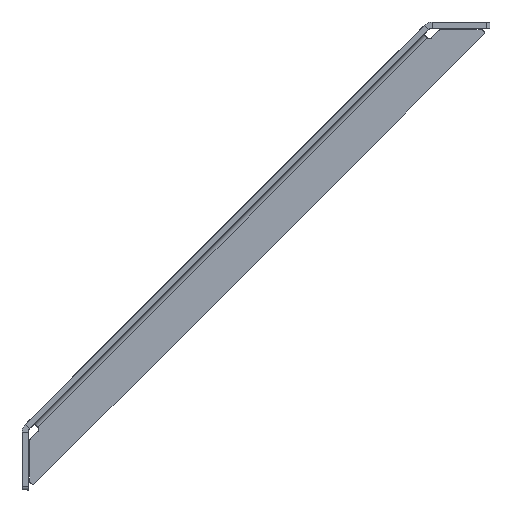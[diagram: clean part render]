
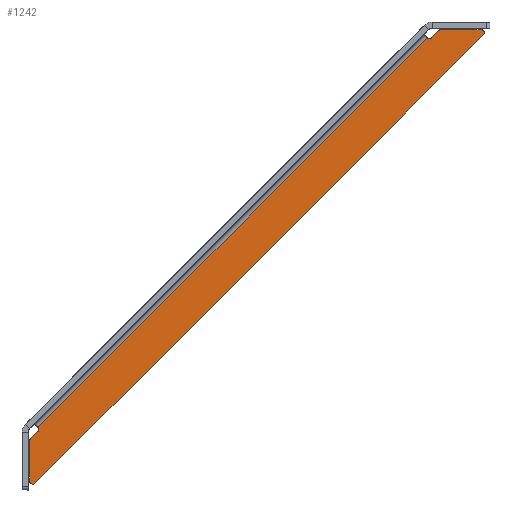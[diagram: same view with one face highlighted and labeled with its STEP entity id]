
A CAD part, left-side view. The second image highlights one B-rep face of the part: STEP entity #1242.
In plain terms, the highlighted planar face has unit normal (-1, 0, 0).
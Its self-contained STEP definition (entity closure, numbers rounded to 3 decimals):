
#21 = CIRCLE ( 'NONE', #1477, 2. ) ;
#23 = EDGE_LOOP ( 'NONE', ( #530, #1392, #1439, #1760, #561, #735, #1825, #1011, #276, #1075, #1807, #1049, #1738 ) ) ;
#26 = CIRCLE ( 'NONE', #600, 2. ) ;
#51 = VERTEX_POINT ( 'NONE', #919 ) ;
#64 = DIRECTION ( 'NONE',  ( -1., 0., 0. ) ) ;
#74 = DIRECTION ( 'NONE',  ( -1., 0., 0. ) ) ;
#79 = DIRECTION ( 'NONE',  ( 0., 0.707, -0.707 ) ) ;
#96 = VERTEX_POINT ( 'NONE', #761 ) ;
#119 = LINE ( 'NONE', #1202, #535 ) ;
#121 = EDGE_CURVE ( 'NONE', #159, #1172, #334, .T. ) ;
#143 = CARTESIAN_POINT ( 'NONE',  ( -4., 294.536, -267.263 ) ) ;
#159 = VERTEX_POINT ( 'NONE', #1716 ) ;
#205 = EDGE_CURVE ( 'NONE', #51, #221, #21, .T. ) ;
#215 = VECTOR ( 'NONE', #79, 1000. ) ;
#221 = VERTEX_POINT ( 'NONE', #1421 ) ;
#232 = CARTESIAN_POINT ( 'NONE',  ( -4., 289.898, -259.798 ) ) ;
#233 = DIRECTION ( 'NONE',  ( 0., 0.707, -0.707 ) ) ;
#262 = CARTESIAN_POINT ( 'NONE',  ( -4., 295.121, -265.021 ) ) ;
#276 = ORIENTED_EDGE ( 'NONE', *, *, #1664, .F. ) ;
#290 = CARTESIAN_POINT ( 'NONE',  ( -4., 38.788, -8.688 ) ) ;
#294 = DIRECTION ( 'NONE',  ( 0., -0.707, 0.707 ) ) ;
#323 = LINE ( 'NONE', #1496, #397 ) ;
#334 = CIRCLE ( 'NONE', #1366, 2.047 ) ;
#356 = CARTESIAN_POINT ( 'NONE',  ( -4., 5.707, -6.879 ) ) ;
#391 = CARTESIAN_POINT ( 'NONE',  ( -4., 291.379, -261.212 ) ) ;
#397 = VECTOR ( 'NONE', #893, 1000. ) ;
#408 = VERTEX_POINT ( 'NONE', #458 ) ;
#423 = EDGE_CURVE ( 'NONE', #1580, #798, #323, .T. ) ;
#458 = CARTESIAN_POINT ( 'NONE',  ( -4., 40.203, -10.102 ) ) ;
#497 = EDGE_CURVE ( 'NONE', #96, #620, #1909, .T. ) ;
#517 = EDGE_CURVE ( 'NONE', #221, #798, #993, .T. ) ;
#530 = ORIENTED_EDGE ( 'NONE', *, *, #423, .F. ) ;
#535 = VECTOR ( 'NONE', #1181, 1000. ) ;
#561 = ORIENTED_EDGE ( 'NONE', *, *, #1685, .F. ) ;
#600 = AXIS2_PLACEMENT_3D ( 'NONE', #1558, #74, #1695 ) ;
#607 = DIRECTION ( 'NONE',  ( -1., 0., 0. ) ) ;
#609 = DIRECTION ( 'NONE',  ( -1., 0., 0. ) ) ;
#620 = VERTEX_POINT ( 'NONE', #1668 ) ;
#669 = DIRECTION ( 'NONE',  ( 0., -1., 0. ) ) ;
#675 = CARTESIAN_POINT ( 'NONE',  ( -4., 31.322, -4.879 ) ) ;
#687 = VECTOR ( 'NONE', #1740, 1000. ) ;
#723 = EDGE_CURVE ( 'NONE', #1083, #939, #119, .T. ) ;
#735 = ORIENTED_EDGE ( 'NONE', *, *, #121, .F. ) ;
#758 = DIRECTION ( 'NONE',  ( 0., -1., 0. ) ) ;
#761 = CARTESIAN_POINT ( 'NONE',  ( -4., 295.121, -294.293 ) ) ;
#782 = EDGE_CURVE ( 'NONE', #1278, #159, #1337, .T. ) ;
#798 = VERTEX_POINT ( 'NONE', #929 ) ;
#879 = LINE ( 'NONE', #262, #1639 ) ;
#893 = DIRECTION ( 'NONE',  ( 0., -1., 0. ) ) ;
#902 = EDGE_CURVE ( 'NONE', #408, #1083, #1150, .T. ) ;
#903 = AXIS2_PLACEMENT_3D ( 'NONE', #1522, #1270, #970 ) ;
#919 = CARTESIAN_POINT ( 'NONE',  ( -4., 4.293, -8.293 ) ) ;
#929 = CARTESIAN_POINT ( 'NONE',  ( -4., 5.707, -4.879 ) ) ;
#939 = VERTEX_POINT ( 'NONE', #1784 ) ;
#946 = CARTESIAN_POINT ( 'NONE',  ( -4., 37.374, -10.102 ) ) ;
#970 = DIRECTION ( 'NONE',  ( 0., -1., 0. ) ) ;
#979 = CARTESIAN_POINT ( 'NONE',  ( -4., 293.121, -294.293 ) ) ;
#982 = DIRECTION ( 'NONE',  ( -1., 0., 0. ) ) ;
#993 = CIRCLE ( 'NONE', #903, 2. ) ;
#1011 = ORIENTED_EDGE ( 'NONE', *, *, #1641, .T. ) ;
#1029 = FACE_OUTER_BOUND ( 'NONE', #23, .T. ) ;
#1032 = CIRCLE ( 'NONE', #1281, 2. ) ;
#1039 = CARTESIAN_POINT ( 'NONE',  ( -4., 295.121, -260.778 ) ) ;
#1049 = ORIENTED_EDGE ( 'NONE', *, *, #205, .T. ) ;
#1075 = ORIENTED_EDGE ( 'NONE', *, *, #497, .T. ) ;
#1083 = VERTEX_POINT ( 'NONE', #946 ) ;
#1117 = DIRECTION ( 'NONE',  ( 0., -1., 0. ) ) ;
#1139 = DIRECTION ( 'NONE',  ( -1., 0., 0. ) ) ;
#1150 = CIRCLE ( 'NONE', #1399, 2. ) ;
#1172 = VERTEX_POINT ( 'NONE', #232 ) ;
#1181 = DIRECTION ( 'NONE',  ( 0., -0.707, 0.707 ) ) ;
#1183 = LINE ( 'NONE', #1039, #687 ) ;
#1185 = AXIS2_PLACEMENT_3D ( 'NONE', #1321, #607, #758 ) ;
#1186 = PLANE ( 'NONE',  #1185 ) ;
#1202 = CARTESIAN_POINT ( 'NONE',  ( -4., 13.636, 13.636 ) ) ;
#1216 = EDGE_CURVE ( 'NONE', #1580, #939, #26, .T. ) ;
#1242 = ADVANCED_FACE ( 'NONE', ( #1029 ), #1186, .T. ) ;
#1256 = DIRECTION ( 'NONE',  ( 0., -1., 0. ) ) ;
#1263 = CARTESIAN_POINT ( 'NONE',  ( -4., 295.121, -268.678 ) ) ;
#1270 = DIRECTION ( 'NONE',  ( -1., 0., 0. ) ) ;
#1278 = VERTEX_POINT ( 'NONE', #143 ) ;
#1281 = AXIS2_PLACEMENT_3D ( 'NONE', #1574, #64, #669 ) ;
#1321 = CARTESIAN_POINT ( 'NONE',  ( -4., 0., 0. ) ) ;
#1337 = LINE ( 'NONE', #1621, #1446 ) ;
#1366 = AXIS2_PLACEMENT_3D ( 'NONE', #391, #1139, #233 ) ;
#1392 = ORIENTED_EDGE ( 'NONE', *, *, #1216, .T. ) ;
#1399 = AXIS2_PLACEMENT_3D ( 'NONE', #290, #609, #1640 ) ;
#1421 = CARTESIAN_POINT ( 'NONE',  ( -4., 3.707, -6.879 ) ) ;
#1439 = ORIENTED_EDGE ( 'NONE', *, *, #723, .F. ) ;
#1446 = VECTOR ( 'NONE', #294, 1000. ) ;
#1477 = AXIS2_PLACEMENT_3D ( 'NONE', #356, #982, #1117 ) ;
#1496 = CARTESIAN_POINT ( 'NONE',  ( -4., 0.879, -4.879 ) ) ;
#1522 = CARTESIAN_POINT ( 'NONE',  ( -4., 5.707, -6.879 ) ) ;
#1556 = LINE ( 'NONE', #1721, #215 ) ;
#1558 = CARTESIAN_POINT ( 'NONE',  ( -4., 31.322, -6.879 ) ) ;
#1574 = CARTESIAN_POINT ( 'NONE',  ( -4., 293.121, -268.678 ) ) ;
#1580 = VERTEX_POINT ( 'NONE', #675 ) ;
#1582 = DIRECTION ( 'NONE',  ( 0., -0.707, 0.707 ) ) ;
#1586 = EDGE_CURVE ( 'NONE', #51, #620, #1556, .T. ) ;
#1621 = CARTESIAN_POINT ( 'NONE',  ( -4., 13.636, 13.636 ) ) ;
#1639 = VECTOR ( 'NONE', #1582, 1000. ) ;
#1640 = DIRECTION ( 'NONE',  ( 0., 0.707, -0.707 ) ) ;
#1641 = EDGE_CURVE ( 'NONE', #1278, #1649, #1032, .T. ) ;
#1649 = VERTEX_POINT ( 'NONE', #1263 ) ;
#1664 = EDGE_CURVE ( 'NONE', #96, #1649, #1183, .T. ) ;
#1668 = CARTESIAN_POINT ( 'NONE',  ( -4., 291.707, -295.707 ) ) ;
#1684 = DIRECTION ( 'NONE',  ( -1., 0., 0. ) ) ;
#1685 = EDGE_CURVE ( 'NONE', #1172, #408, #879, .T. ) ;
#1692 = AXIS2_PLACEMENT_3D ( 'NONE', #979, #1684, #1256 ) ;
#1695 = DIRECTION ( 'NONE',  ( 0., -1., 0. ) ) ;
#1716 = CARTESIAN_POINT ( 'NONE',  ( -4., 289.931, -262.659 ) ) ;
#1721 = CARTESIAN_POINT ( 'NONE',  ( -4., 295.121, -299.121 ) ) ;
#1738 = ORIENTED_EDGE ( 'NONE', *, *, #517, .T. ) ;
#1740 = DIRECTION ( 'NONE',  ( 0., 0., 1. ) ) ;
#1760 = ORIENTED_EDGE ( 'NONE', *, *, #902, .F. ) ;
#1784 = CARTESIAN_POINT ( 'NONE',  ( -4., 32.737, -5.464 ) ) ;
#1807 = ORIENTED_EDGE ( 'NONE', *, *, #1586, .F. ) ;
#1825 = ORIENTED_EDGE ( 'NONE', *, *, #782, .F. ) ;
#1909 = CIRCLE ( 'NONE', #1692, 2. ) ;
